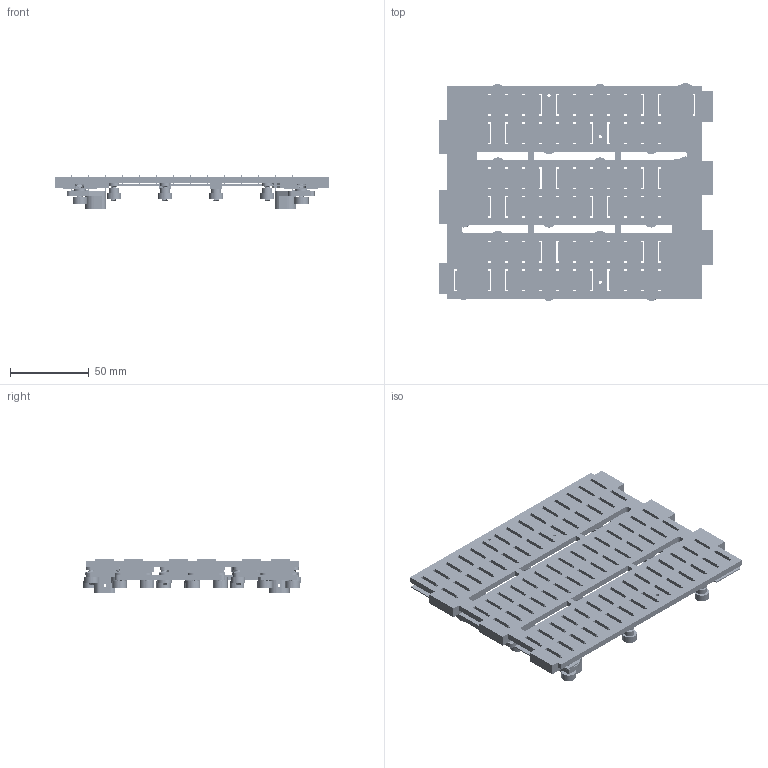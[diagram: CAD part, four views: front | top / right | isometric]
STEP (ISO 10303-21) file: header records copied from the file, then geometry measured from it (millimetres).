
FILE_DESCRIPTION((''),'2;1');
FILE_NAME('F28AC602_ASM','2021-01-20T13:56:18',('lisah'),(''),'CREO PARAMETRIC BY PTC INC, 2020154','CREO PARAMETRIC BY PTC INC, 2020154','');
FILE_SCHEMA(('CONFIG_CONTROL_DESIGN'));
Length unit declared in the file: inch
Products named in the file (15): F28_TABS_1_PRT; F28_TABS_2; F28_TABS_3; F28AC155_MIR; 94445A110STEEL_RIGT-ANGLE_WEL_R; F28AC173; F28AC171; 6_32_DISTORT__; F28_WELD_STUD_R_ASM; F28AC179; F28_WELDSTUD_TALL_R_ASM; F28AC051; F28AC053; F28AC185; F28AC602_ASM
Assembly tree (58 placements, depth 3):
  F28AC602_ASM
    F28_TABS_1_PRT  x12
    F28_TABS_2  x3
    F28_TABS_3  x3
    F28AC155_MIR
    F28_WELD_STUD_R_ASM  x12
      94445A110STEEL_RIGT-ANGLE_WEL_R
      F28AC173
      F28AC171
      6_32_DISTORT__
    F28_WELDSTUD_TALL_R_ASM  x6
      94445A110STEEL_RIGT-ANGLE_WEL_R
      F28AC179
      6_32_DISTORT__
    F28AC051  x2
    F28AC053  x2
    F28AC185  x6
Bounding box: 173.38 x 138.07 x 22.16 mm (x, y, z)
Volume: 123447.4 mm3; surface area: 145649.1 mm2
Topology: 131 solids, 131 shells, 4053 faces, 10634 edges, 6850 vertices
Faces by surface type: plane 1855, cylinder 1544, bspline 432, cone 222
Entity records: 36478 total; most frequent: CARTESIAN_POINT 12919, ORIENTED_EDGE 4868, DIRECTION 4500, EDGE_CURVE 2434, VECTOR 2060, LINE 2060, VERTEX_POINT 1609, AXIS2_PLACEMENT_3D 1220
